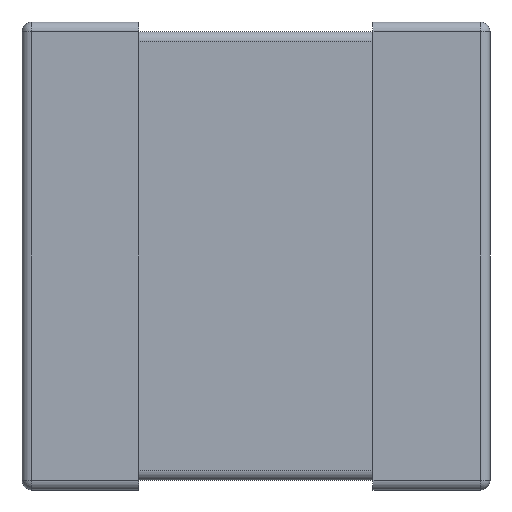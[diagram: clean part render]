
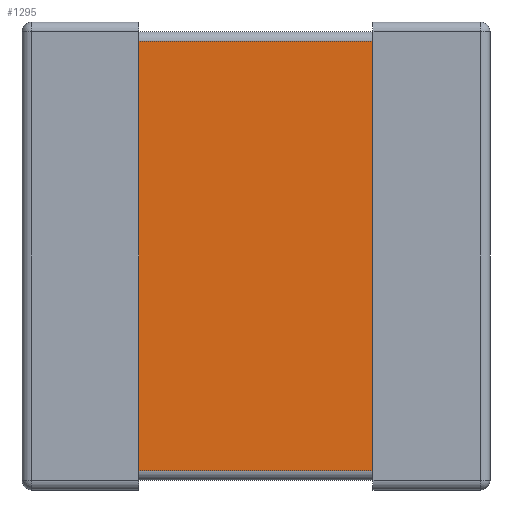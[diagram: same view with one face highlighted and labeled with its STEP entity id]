
A CAD part, front view. The second image highlights one B-rep face of the part: STEP entity #1295.
In plain terms, the highlighted planar face has unit normal (0, -1, 0).
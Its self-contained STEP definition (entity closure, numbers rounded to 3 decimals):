
#1100 = CARTESIAN_POINT ( 'NONE',  ( 0.6, 0.05, 1.1 ) ) ;
#1101 = VERTEX_POINT ( 'NONE', #1100 ) ;
#1109 = CARTESIAN_POINT ( 'NONE',  ( 0.6, 0.05, -1.1 ) ) ;
#1110 = VERTEX_POINT ( 'NONE', #1109 ) ;
#1111 = CARTESIAN_POINT ( 'NONE',  ( 0.6, 0.05, 1.15 ) ) ;
#1112 = DIRECTION ( 'NONE',  ( 0., 0., -1. ) ) ;
#1113 = VECTOR ( 'NONE', #1112, 1000. ) ;
#1114 = LINE ( 'NONE', #1111, #1113 ) ;
#1115 = EDGE_CURVE ( 'NONE', #1101, #1110, #1114, .T. ) ;
#1181 = CARTESIAN_POINT ( 'NONE',  ( -0.6, 0.05, -1.1 ) ) ;
#1182 = VERTEX_POINT ( 'NONE', #1181 ) ;
#1190 = CARTESIAN_POINT ( 'NONE',  ( -0.6, 0.05, 1.1 ) ) ;
#1191 = VERTEX_POINT ( 'NONE', #1190 ) ;
#1192 = CARTESIAN_POINT ( 'NONE',  ( -0.6, 0.05, 1.15 ) ) ;
#1193 = DIRECTION ( 'NONE',  ( 0., 0., 1. ) ) ;
#1194 = VECTOR ( 'NONE', #1193, 1000. ) ;
#1195 = LINE ( 'NONE', #1192, #1194 ) ;
#1196 = EDGE_CURVE ( 'NONE', #1182, #1191, #1195, .T. ) ;
#1274 = ORIENTED_EDGE ( 'NONE', *, *, #1196, .F. ) ;
#1275 = CARTESIAN_POINT ( 'NONE',  ( 0.6, 0.05, -1.1 ) ) ;
#1276 = DIRECTION ( 'NONE',  ( 1., 0., 0. ) ) ;
#1277 = VECTOR ( 'NONE', #1276, 1000. ) ;
#1278 = LINE ( 'NONE', #1275, #1277 ) ;
#1279 = EDGE_CURVE ( 'NONE', #1182, #1110, #1278, .T. ) ;
#1280 = ORIENTED_EDGE ( 'NONE', *, *, #1279, .T. ) ;
#1281 = ORIENTED_EDGE ( 'NONE', *, *, #1115, .F. ) ;
#1282 = CARTESIAN_POINT ( 'NONE',  ( -0.6, 0.05, 1.1 ) ) ;
#1283 = DIRECTION ( 'NONE',  ( -1., 0., 0. ) ) ;
#1284 = VECTOR ( 'NONE', #1283, 1000. ) ;
#1285 = LINE ( 'NONE', #1282, #1284 ) ;
#1286 = EDGE_CURVE ( 'NONE', #1101, #1191, #1285, .T. ) ;
#1287 = ORIENTED_EDGE ( 'NONE', *, *, #1286, .T. ) ;
#1288 = EDGE_LOOP ( 'NONE', ( #1274, #1280, #1281, #1287 ) ) ;
#1289 = FACE_OUTER_BOUND ( 'NONE', #1288, .T. ) ;
#1290 = CARTESIAN_POINT ( 'NONE',  ( 0., 0.05, 0. ) ) ;
#1291 = DIRECTION ( 'NONE',  ( 0., -1., 0. ) ) ;
#1292 = DIRECTION ( 'NONE',  ( 0., 0., -1. ) ) ;
#1293 = AXIS2_PLACEMENT_3D ( 'NONE', #1290, #1291, #1292 ) ;
#1294 = PLANE ( 'NONE', #1293 ) ;
#1295 = ADVANCED_FACE ( 'NONE', ( #1289 ), #1294, .T. ) ;
